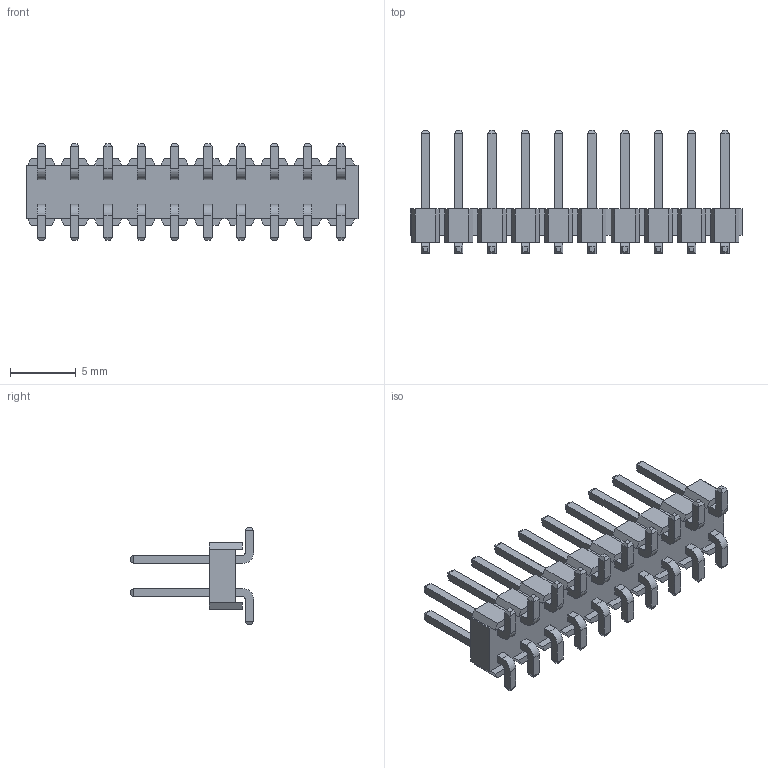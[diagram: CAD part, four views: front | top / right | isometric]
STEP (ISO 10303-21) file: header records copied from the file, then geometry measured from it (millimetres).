
FILE_DESCRIPTION (( 'STEP AP203' ), '1' );
FILE_NAME ('CH8120xM100-00-NH.STEP', '2018-08-09T07:13:31', ( '' ), ( '' ), 'SwSTEP 2.0', 'SolidWorks 2017', '' );
FILE_SCHEMA (( 'CONFIG_CONTROL_DESIGN' ));
Length unit declared in the file: millimetre
Products named in the file (3): CH84-M00; CH81 BASE xx_20; CH8120xM100-00-NH
Assembly tree (21 placements, depth 2):
  CH8120xM100-00-NH
    CH81 BASE xx_20
    CH84-M00  x20
Bounding box: 25.34 x 9.4 x 7.4 mm (x, y, z)
Volume: 328.4 mm3; surface area: 1103.6 mm2
Topology: 21 solids, 21 shells, 566 faces, 1372 edges, 848 vertices
Faces by surface type: plane 526, cylinder 40
Entity records: 7869 total; most frequent: CARTESIAN_POINT 1252, ORIENTED_EDGE 1224, DIRECTION 1112, EDGE_CURVE 612, VECTOR 608, LINE 608, VERTEX_POINT 392, EDGE_LOOP 264
